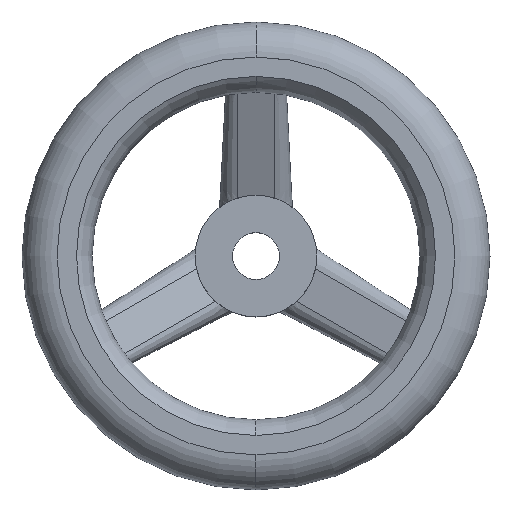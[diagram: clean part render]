
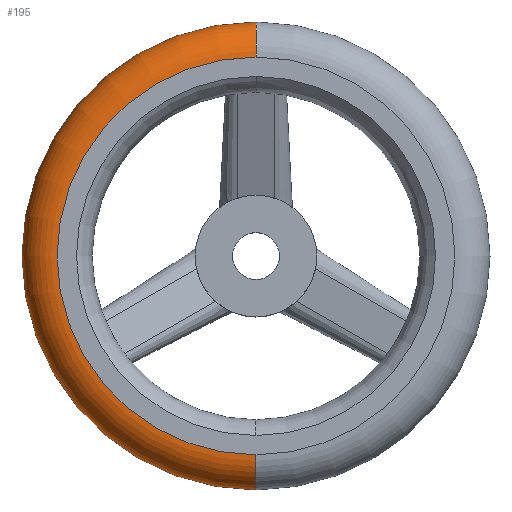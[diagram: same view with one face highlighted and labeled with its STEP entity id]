
A CAD part, top view. The second image highlights one B-rep face of the part: STEP entity #195.
In plain terms, the highlighted toroidal (fillet/blend) face has major radius 42.5 mm and minor radius 7.5 mm.
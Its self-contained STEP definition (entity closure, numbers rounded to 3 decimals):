
#195=ADVANCED_FACE('',(#553),#554,.T.);
#201=EDGE_CURVE('',#367,#233,#560,.T.);
#207=VERTEX_POINT('',#566);
#215=EDGE_CURVE('',#523,#233,#574,.T.);
#233=VERTEX_POINT('',#593);
#251=EDGE_CURVE('',#523,#207,#615,.T.);
#367=VERTEX_POINT('',#746);
#393=EDGE_CURVE('',#367,#207,#778,.T.);
#523=VERTEX_POINT('',#921);
#553=FACE_OUTER_BOUND('',#941,.T.);
#554=TOROIDAL_SURFACE('',#942,42.5,7.5);
#560=CIRCLE('',#950,7.5);
#566=CARTESIAN_POINT('',(0.,-50.0,25.5));
#574=CIRCLE('',#968,42.5);
#593=CARTESIAN_POINT('',(0.,42.5,33.0));
#615=CIRCLE('',#1051,7.5);
#746=CARTESIAN_POINT('',(0.,50.,25.5));
#778=CIRCLE('',#1478,50.0);
#921=CARTESIAN_POINT('',(0.,-42.5,33.0));
#941=EDGE_LOOP('',(#1827,#1828,#1829,#1830));
#942=AXIS2_PLACEMENT_3D('',#1831,#1832,#1833);
#950=AXIS2_PLACEMENT_3D('',#1837,#1838,#1839);
#968=AXIS2_PLACEMENT_3D('',#1849,#1850,#1851);
#1051=AXIS2_PLACEMENT_3D('',#1909,#1910,#1911);
#1478=AXIS2_PLACEMENT_3D('',#2110,#2111,#2112);
#1827=ORIENTED_EDGE('',*,*,#393,.T.);
#1828=ORIENTED_EDGE('',*,*,#251,.F.);
#1829=ORIENTED_EDGE('',*,*,#215,.T.);
#1830=ORIENTED_EDGE('',*,*,#201,.F.);
#1831=CARTESIAN_POINT('',(0.,0.,25.5));
#1832=DIRECTION('',(0.,0.,1.0));
#1833=DIRECTION('',(0.,1.0,0.0));
#1837=CARTESIAN_POINT('',(0.,42.5,25.5));
#1838=DIRECTION('',(1.0,0.,0.));
#1839=DIRECTION('',(0.,1.0,0.));
#1849=CARTESIAN_POINT('',(0.,0.,33.0));
#1850=DIRECTION('',(0.,0.,-1.0));
#1851=DIRECTION('',(0.,1.0,0.));
#1909=CARTESIAN_POINT('',(0.,-42.5,25.5));
#1910=DIRECTION('',(1.0,0.,0.));
#1911=DIRECTION('',(0.,-1.0,0.));
#2110=CARTESIAN_POINT('',(0.,0.,25.5));
#2111=DIRECTION('',(0.,0.,1.0));
#2112=DIRECTION('',(1.0,0.0,0.));
